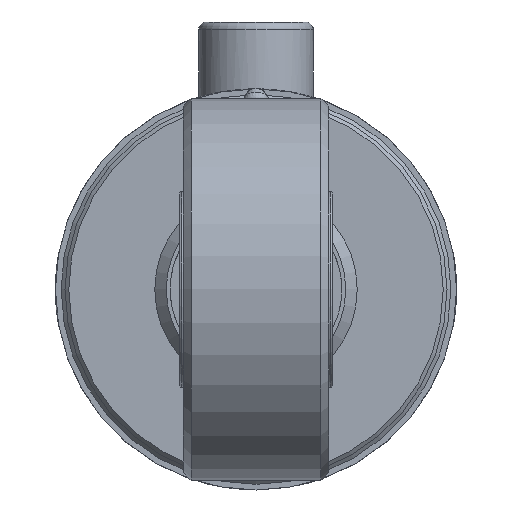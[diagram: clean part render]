
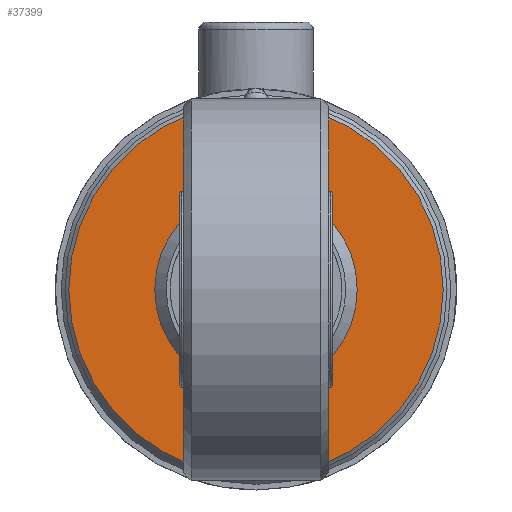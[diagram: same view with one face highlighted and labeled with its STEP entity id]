
A CAD part, front view. The second image highlights one B-rep face of the part: STEP entity #37399.
In plain terms, the highlighted planar face has unit normal (0, -1, 0).
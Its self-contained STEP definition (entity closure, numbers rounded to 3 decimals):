
#37365=CARTESIAN_POINT('',(0.,-254.0,49.));
#37366=VERTEX_POINT('',#37365);
#37367=CARTESIAN_POINT('',(0.0,-254.0,0.));
#37368=DIRECTION('',(0.0,1.0,0.0));
#37369=DIRECTION('',(0.0,0.0,-1.0));
#37370=AXIS2_PLACEMENT_3D('',#37367,#37368,#37369);
#37371=CIRCLE('',#37370,49.);
#37372=EDGE_CURVE('',#37366,#37366,#37371,.T.);
#37380=CARTESIAN_POINT('',(0.0,-254.0,38.25));
#37381=DIRECTION('',(0.0,-1.0,0.0));
#37382=DIRECTION('',(0.0,0.0,-1.0));
#37383=AXIS2_PLACEMENT_3D('',#37380,#37381,#37382);
#37384=PLANE('',#37383);
#37385=ORIENTED_EDGE('',*,*,#37372,.F.);
#37386=EDGE_LOOP('',(#37385));
#37387=FACE_OUTER_BOUND('',#37386,.T.);
#37388=CARTESIAN_POINT('',(0.0,-254.0,26.5));
#37389=VERTEX_POINT('',#37388);
#37390=CARTESIAN_POINT('',(0.0,-254.0,0.));
#37391=DIRECTION('',(0.0,1.0,0.0));
#37392=DIRECTION('',(0.0,0.0,1.0));
#37393=AXIS2_PLACEMENT_3D('',#37390,#37391,#37392);
#37394=CIRCLE('',#37393,26.5);
#37395=EDGE_CURVE('',#37389,#37389,#37394,.T.);
#37396=ORIENTED_EDGE('',*,*,#37395,.T.);
#37397=EDGE_LOOP('',(#37396));
#37398=FACE_BOUND('',#37397,.T.);
#37399=ADVANCED_FACE('',(#37387,#37398),#37384,.T.);
